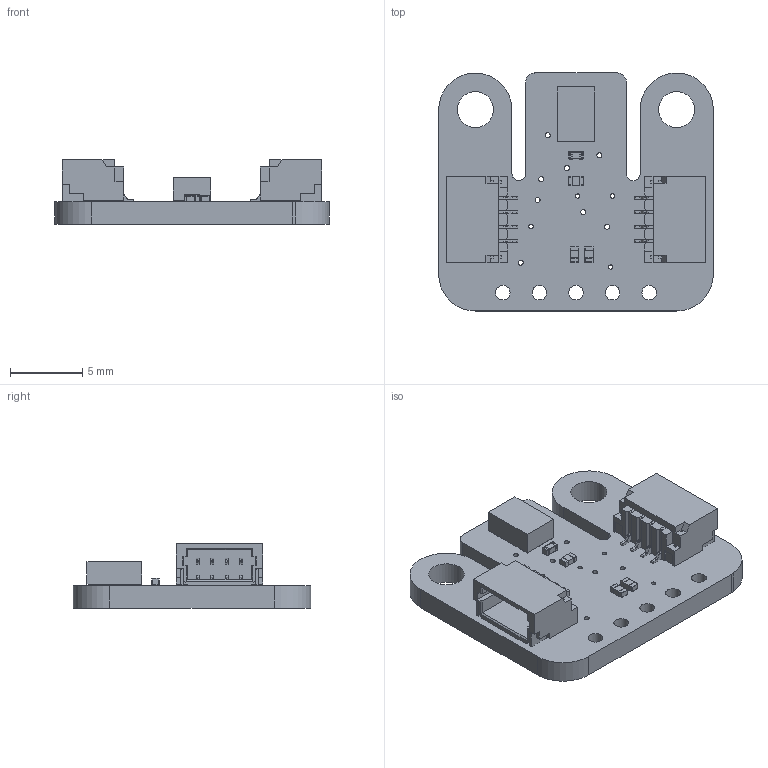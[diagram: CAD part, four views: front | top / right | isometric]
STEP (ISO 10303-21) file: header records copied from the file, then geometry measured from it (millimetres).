
FILE_DESCRIPTION(/* description */ (''),/* implementation_level */ '2;1');
FILE_NAME(/* name */ 'TSL2561_Luminosity_Sensor v3.step',/* time_stamp */ '2023-08-02T14:30:41+03:00',/* author */ (''),/* organization */ (''),/* preprocessor_version */ 'ST-DEVELOPER v20',/* originating_system */ 'Autodesk Translation Framework v12.9.0.99',/* authorisation */ '');
FILE_SCHEMA (('AUTOMOTIVE_DESIGN { 1 0 10303 214 3 1 1 }'));
Length unit declared in the file: millimetre
Products named in the file (18): TSL2561_Luminosity_Sensor; Board; Packages; C0402; Pin1; Pin2; CeramicBody; LASKAKIT_HEART_4MM; LASKKIT_10MM_SILKSCREEN; USUP_4MM_SILKSCREEN; 1X04_1MM_RA; 2,5-PAD; TSL2561; Body; Pins; SMT-JUMPER_2_NC_TRACE_NO-SILK; SMT-JUMPER_3_NO_NO-SILK; R0402
Assembly tree (22 placements, depth 4):
  TSL2561_Luminosity_Sensor
    Board
    Packages
      C0402
        Pin1
        Pin2
        CeramicBody
      LASKAKIT_HEART_4MM
      LASKKIT_10MM_SILKSCREEN
      USUP_4MM_SILKSCREEN  x2
      1X04_1MM_RA  x2
      2,5-PAD  x2
      TSL2561
        Body
        Pins
      SMT-JUMPER_2_NC_TRACE_NO-SILK
      SMT-JUMPER_3_NO_NO-SILK
      R0402  x3
Bounding box: 19.05 x 16.51 x 4.47 mm (x, y, z)
Volume: 530.9 mm3; surface area: 1241.2 mm2
Topology: 28 solids, 28 shells, 873 faces, 2281 edges, 1454 vertices
Faces by surface type: plane 591, cylinder 208, sphere 56, bspline 18
Full cylindrical faces by diameter (mm): 0.3 x5, 0.35 x10, 1.016 x5, 2.5 x2
Entity records: 17087 total; most frequent: CARTESIAN_POINT 3923, ORIENTED_EDGE 2574, DIRECTION 2541, EDGE_CURVE 1287, LINE 989, VECTOR 989, VERTEX_POINT 828, AXIS2_PLACEMENT_3D 776
